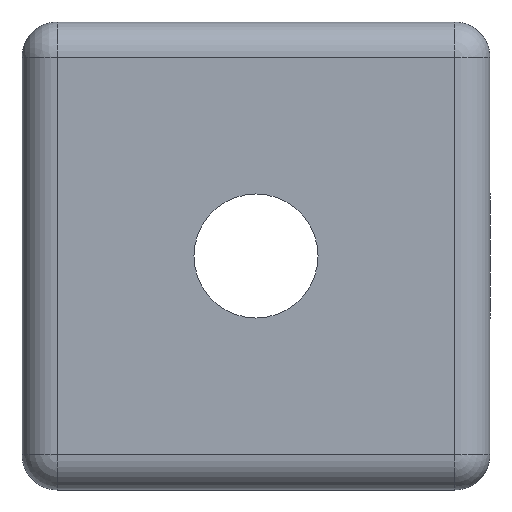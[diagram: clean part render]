
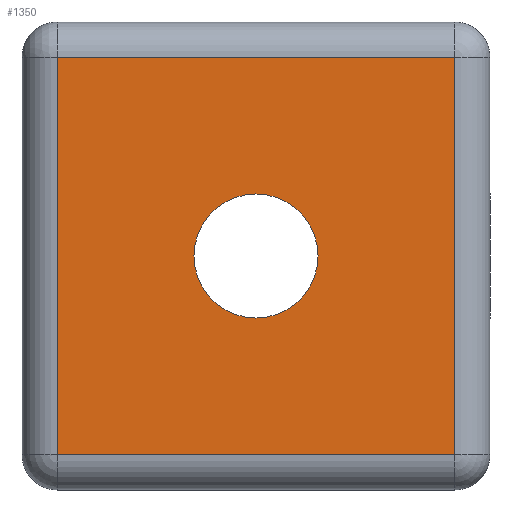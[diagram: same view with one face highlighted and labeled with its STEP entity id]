
A CAD part, left-side view. The second image highlights one B-rep face of the part: STEP entity #1350.
In plain terms, the highlighted planar face has unit normal (-1, 0, 0).
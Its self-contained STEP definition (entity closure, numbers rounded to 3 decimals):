
#93 = AXIS2_PLACEMENT_3D ( 'NONE', #1296, #3991, #3331 ) ;
#182 = CARTESIAN_POINT ( 'NONE',  ( 0., 10., -7.35 ) ) ;
#279 = FACE_OUTER_BOUND ( 'NONE', #3348, .T. ) ;
#315 = LINE ( 'NONE', #2999, #1947 ) ;
#409 = VERTEX_POINT ( 'NONE', #680 ) ;
#561 = EDGE_LOOP ( 'NONE', ( #4002, #1371 ) ) ;
#570 = VERTEX_POINT ( 'NONE', #2896 ) ;
#625 = CARTESIAN_POINT ( 'NONE',  ( 0., 20., -1.5 ) ) ;
#680 = CARTESIAN_POINT ( 'NONE',  ( 0., 10., -12.65 ) ) ;
#790 = CIRCLE ( 'NONE', #2037, 2.65 ) ;
#870 = EDGE_CURVE ( 'NONE', #409, #2510, #2689, .T. ) ;
#944 = PLANE ( 'NONE',  #93 ) ;
#1026 = EDGE_CURVE ( 'NONE', #2510, #409, #790, .T. ) ;
#1108 = EDGE_CURVE ( 'NONE', #2790, #1768, #2929, .T. ) ;
#1211 = ORIENTED_EDGE ( 'NONE', *, *, #1623, .T. ) ;
#1281 = CARTESIAN_POINT ( 'NONE',  ( 0., 18.5, 0. ) ) ;
#1296 = CARTESIAN_POINT ( 'NONE',  ( 0., 20., 0. ) ) ;
#1350 = ADVANCED_FACE ( 'NONE', ( #279, #3959 ), #944, .F. ) ;
#1371 = ORIENTED_EDGE ( 'NONE', *, *, #1026, .T. ) ;
#1376 = DIRECTION ( 'NONE',  ( 0., 1., 0. ) ) ;
#1418 = CARTESIAN_POINT ( 'NONE',  ( 0., 10., -10. ) ) ;
#1493 = CARTESIAN_POINT ( 'NONE',  ( 0., 1.5, -18.5 ) ) ;
#1494 = VERTEX_POINT ( 'NONE', #1493 ) ;
#1623 = EDGE_CURVE ( 'NONE', #1494, #570, #1747, .T. ) ;
#1747 = LINE ( 'NONE', #2687, #3896 ) ;
#1750 = DIRECTION ( 'NONE',  ( 1., 0., 0. ) ) ;
#1768 = VERTEX_POINT ( 'NONE', #2635 ) ;
#1799 = DIRECTION ( 'NONE',  ( 1., 0., 0. ) ) ;
#1831 = AXIS2_PLACEMENT_3D ( 'NONE', #1418, #1799, #3857 ) ;
#1947 = VECTOR ( 'NONE', #2957, 1000. ) ;
#2037 = AXIS2_PLACEMENT_3D ( 'NONE', #3101, #1750, #4160 ) ;
#2321 = EDGE_CURVE ( 'NONE', #570, #2790, #3722, .T. ) ;
#2388 = VECTOR ( 'NONE', #1376, 1000. ) ;
#2510 = VERTEX_POINT ( 'NONE', #182 ) ;
#2600 = EDGE_CURVE ( 'NONE', #1768, #1494, #315, .T. ) ;
#2635 = CARTESIAN_POINT ( 'NONE',  ( 0., 18.5, -18.5 ) ) ;
#2687 = CARTESIAN_POINT ( 'NONE',  ( 0., 1.5, 0. ) ) ;
#2689 = CIRCLE ( 'NONE', #1831, 2.65 ) ;
#2776 = ORIENTED_EDGE ( 'NONE', *, *, #1108, .T. ) ;
#2790 = VERTEX_POINT ( 'NONE', #3781 ) ;
#2896 = CARTESIAN_POINT ( 'NONE',  ( 0., 1.5, -1.5 ) ) ;
#2929 = LINE ( 'NONE', #1281, #2972 ) ;
#2957 = DIRECTION ( 'NONE',  ( 0., -1., 0. ) ) ;
#2972 = VECTOR ( 'NONE', #3562, 1000. ) ;
#2999 = CARTESIAN_POINT ( 'NONE',  ( 0., 20., -18.5 ) ) ;
#3101 = CARTESIAN_POINT ( 'NONE',  ( 0., 10., -10. ) ) ;
#3331 = DIRECTION ( 'NONE',  ( 0., 0., -1. ) ) ;
#3348 = EDGE_LOOP ( 'NONE', ( #3768, #2776, #3403, #1211 ) ) ;
#3350 = DIRECTION ( 'NONE',  ( 0., 0., 1. ) ) ;
#3403 = ORIENTED_EDGE ( 'NONE', *, *, #2600, .T. ) ;
#3562 = DIRECTION ( 'NONE',  ( 0., 0., -1. ) ) ;
#3722 = LINE ( 'NONE', #625, #2388 ) ;
#3768 = ORIENTED_EDGE ( 'NONE', *, *, #2321, .T. ) ;
#3781 = CARTESIAN_POINT ( 'NONE',  ( 0., 18.5, -1.5 ) ) ;
#3857 = DIRECTION ( 'NONE',  ( 0., 0., -1. ) ) ;
#3896 = VECTOR ( 'NONE', #3350, 1000. ) ;
#3959 = FACE_BOUND ( 'NONE', #561, .T. ) ;
#3991 = DIRECTION ( 'NONE',  ( 1., 0., 0. ) ) ;
#4002 = ORIENTED_EDGE ( 'NONE', *, *, #870, .T. ) ;
#4160 = DIRECTION ( 'NONE',  ( 0., 0., -1. ) ) ;
